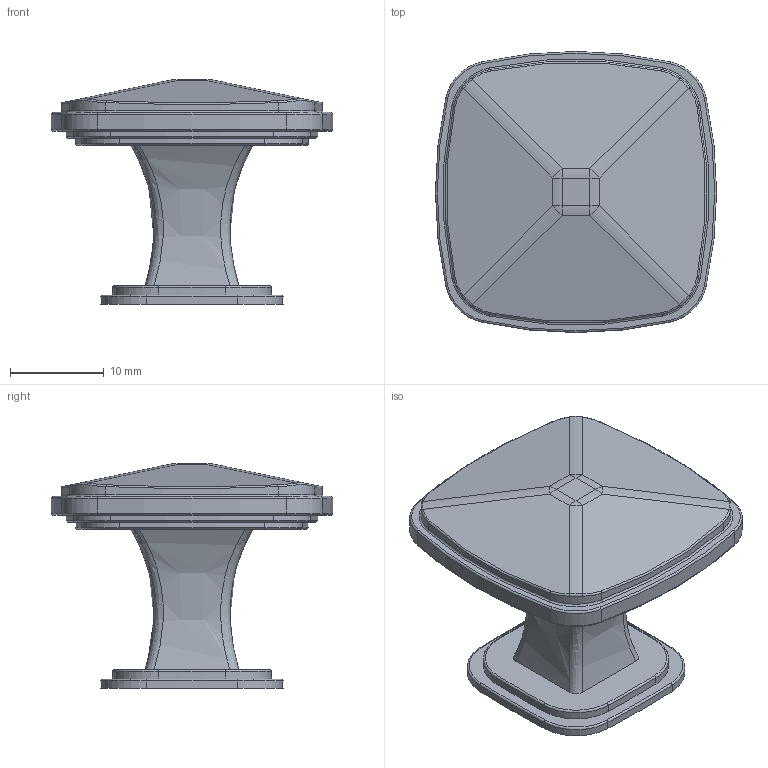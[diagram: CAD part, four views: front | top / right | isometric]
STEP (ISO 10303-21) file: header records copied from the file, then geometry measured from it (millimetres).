
FILE_DESCRIPTION(/* description */ (''),/* implementation_level */ '2;1');
FILE_NAME(/* name */ 'GZ-POINT.stp',/* time_stamp */ '2021-11-25T12:42:20+01:00',/* author */ ('tomaszw'),/* organization */ (''),/* preprocessor_version */ 'ST-DEVELOPER v18.1',/* originating_system */ 'Autodesk Inventor 2021',/* authorisation */ '');
FILE_SCHEMA (('AUTOMOTIVE_DESIGN { 1 0 10303 214 3 1 1 }'));
Length unit declared in the file: millimetre
Products named in the file (1): GZ-POINT
Bounding box: 30 x 30 x 24 mm (x, y, z)
Volume: 5836.3 mm3; surface area: 3283.1 mm2
Topology: 1 solids, 1 shells, 155 faces, 355 edges, 208 vertices
Faces by surface type: cylinder 57, torus 56, bspline 24, plane 12, sphere 4, cone 2
Full cylindrical faces by diameter (mm): 3.242 x1
Entity records: 5068 total; most frequent: CARTESIAN_POINT 1438, DIRECTION 861, ORIENTED_EDGE 708, AXIS2_PLACEMENT_3D 395, EDGE_CURVE 354, CIRCLE 231, VERTEX_POINT 208, EDGE_LOOP 162
